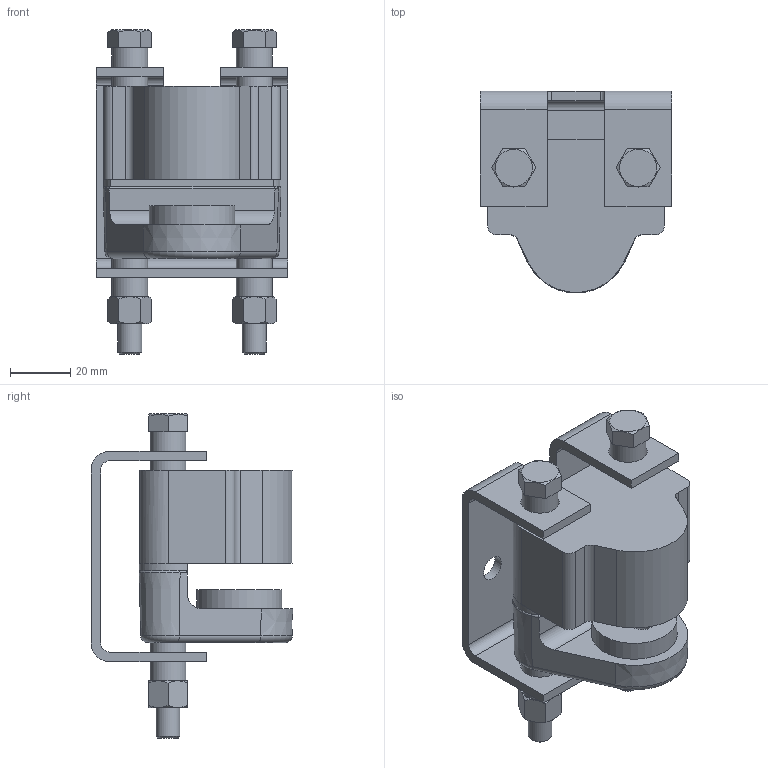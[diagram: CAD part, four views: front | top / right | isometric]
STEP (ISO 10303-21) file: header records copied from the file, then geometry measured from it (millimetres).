
FILE_DESCRIPTION (( 'STEP AP203' ), '1' );
FILE_NAME ('07030001_07030001-487011-1.step', '2025-04-25T10:03:55', ( '' ), ( '' ), 'SwSTEP 2.0', 'SolidWorks 2024', '' );
FILE_SCHEMA (( 'CONFIG_CONTROL_DESIGN' ));
Length unit declared in the file: inch
Products named in the file (2): 07030001_07030001-487011-1; Base_07030001_07030001-487011-1
Assembly tree (1 placements, depth 2):
  07030001_07030001-487011-1
    Base_07030001_07030001-487011-1
Bounding box: 63.5 x 66.97 x 107.57 mm (x, y, z)
Volume: 143898.1 mm3; surface area: 47196.7 mm2
Topology: 3 solids, 10 shells, 317 faces, 769 edges, 503 vertices
Faces by surface type: plane 172, cylinder 69, cone 42, bspline 28, torus 6
Full cylindrical faces by diameter (mm): 2.261 x1, 2.286 x1, 2.845 x1, 3.175 x1, 6.756 x2, 7.938 x8, 8.128 x4, 8.331 x2, 8.433 x3, 10.287 x1, 11.887 x4, 12.7 x4, 28.321 x2, 28.575 x1
Entity records: 11413 total; most frequent: CARTESIAN_POINT 4270, ORIENTED_EDGE 1392, DIRECTION 1339, EDGE_CURVE 696, AXIS2_PLACEMENT_3D 483, VERTEX_POINT 478, EDGE_LOOP 424, VECTOR 373
